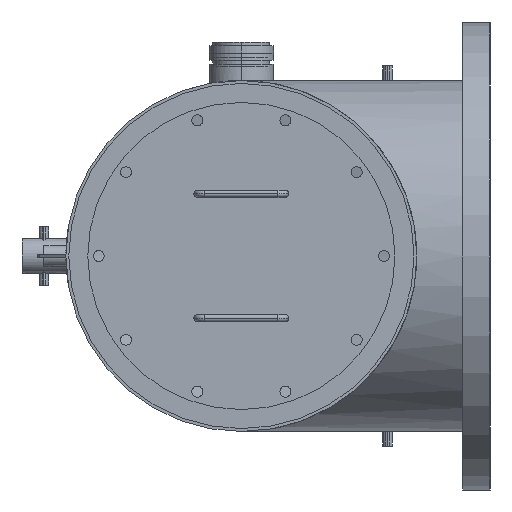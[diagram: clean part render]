
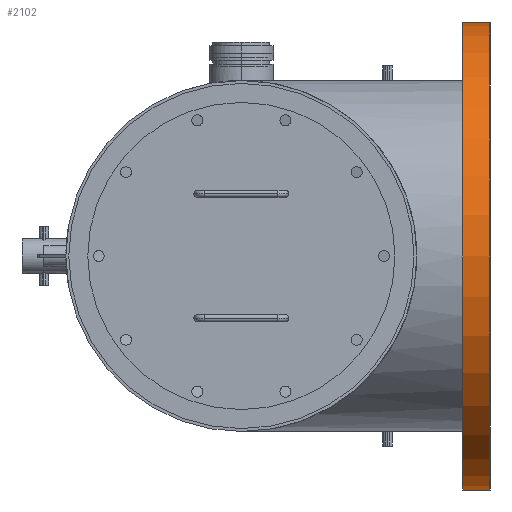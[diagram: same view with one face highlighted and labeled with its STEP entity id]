
A CAD part, left-side view. The second image highlights one B-rep face of the part: STEP entity #2102.
In plain terms, the highlighted cylindrical face has radius 406.4 mm (diameter 812.8 mm), a partial arc.
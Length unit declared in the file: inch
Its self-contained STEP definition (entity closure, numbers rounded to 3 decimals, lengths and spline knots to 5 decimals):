
#355 = CARTESIAN_POINT ( 'NONE',  ( 19.54, -15.12, 0. ) ) ;
#621 = VERTEX_POINT ( 'NONE', #5406 ) ;
#1231 = CIRCLE ( 'NONE', #2322, 16. ) ;
#1415 = CARTESIAN_POINT ( 'NONE',  ( 19.54, -15.12, 0. ) ) ;
#1475 = EDGE_CURVE ( 'NONE', #5163, #621, #6553, .T. ) ;
#1939 = CARTESIAN_POINT ( 'NONE',  ( 19.54, -15.12, 16. ) ) ;
#2102 = ADVANCED_FACE ( 'NONE', ( #13092 ), #6559, .T. ) ;
#2322 = AXIS2_PLACEMENT_3D ( 'NONE', #355, #6414, #4316 ) ;
#2620 = DIRECTION ( 'NONE',  ( 0., 0., -1. ) ) ;
#3851 = AXIS2_PLACEMENT_3D ( 'NONE', #7381, #8255, #9255 ) ;
#4000 = ORIENTED_EDGE ( 'NONE', *, *, #4666, .F. ) ;
#4065 = EDGE_CURVE ( 'NONE', #6138, #8231, #7518, .T. ) ;
#4316 = DIRECTION ( 'NONE',  ( 0., 0., -1. ) ) ;
#4635 = DIRECTION ( 'NONE',  ( 0., -1., 0. ) ) ;
#4666 = EDGE_CURVE ( 'NONE', #621, #8231, #9594, .T. ) ;
#5163 = VERTEX_POINT ( 'NONE', #12637 ) ;
#5406 = CARTESIAN_POINT ( 'NONE',  ( 19.54, -17., 16. ) ) ;
#5451 = ORIENTED_EDGE ( 'NONE', *, *, #1475, .F. ) ;
#5691 = CARTESIAN_POINT ( 'NONE',  ( 19.54, -17., -16. ) ) ;
#5803 = ORIENTED_EDGE ( 'NONE', *, *, #8885, .T. ) ;
#6138 = VERTEX_POINT ( 'NONE', #11042 ) ;
#6414 = DIRECTION ( 'NONE',  ( 0., -1., 0. ) ) ;
#6553 = LINE ( 'NONE', #1939, #8608 ) ;
#6559 = CYLINDRICAL_SURFACE ( 'NONE', #11066, 16. ) ;
#7381 = CARTESIAN_POINT ( 'NONE',  ( 19.54, -17., 0. ) ) ;
#7385 = EDGE_LOOP ( 'NONE', ( #5451, #5803, #7645, #4000 ) ) ;
#7518 = LINE ( 'NONE', #13182, #12507 ) ;
#7645 = ORIENTED_EDGE ( 'NONE', *, *, #4065, .T. ) ;
#8231 = VERTEX_POINT ( 'NONE', #5691 ) ;
#8255 = DIRECTION ( 'NONE',  ( 0., -1., 0. ) ) ;
#8608 = VECTOR ( 'NONE', #10957, 39.37008 ) ;
#8885 = EDGE_CURVE ( 'NONE', #5163, #6138, #1231, .T. ) ;
#9255 = DIRECTION ( 'NONE',  ( 0., 0., -1. ) ) ;
#9594 = CIRCLE ( 'NONE', #3851, 16. ) ;
#10957 = DIRECTION ( 'NONE',  ( 0., -1., 0. ) ) ;
#11042 = CARTESIAN_POINT ( 'NONE',  ( 19.54, -15.12, -16. ) ) ;
#11066 = AXIS2_PLACEMENT_3D ( 'NONE', #1415, #4635, #2620 ) ;
#12507 = VECTOR ( 'NONE', #13043, 39.37008 ) ;
#12637 = CARTESIAN_POINT ( 'NONE',  ( 19.54, -15.12, 16. ) ) ;
#13043 = DIRECTION ( 'NONE',  ( 0., -1., 0. ) ) ;
#13092 = FACE_OUTER_BOUND ( 'NONE', #7385, .T. ) ;
#13182 = CARTESIAN_POINT ( 'NONE',  ( 19.54, -15.12, -16. ) ) ;
